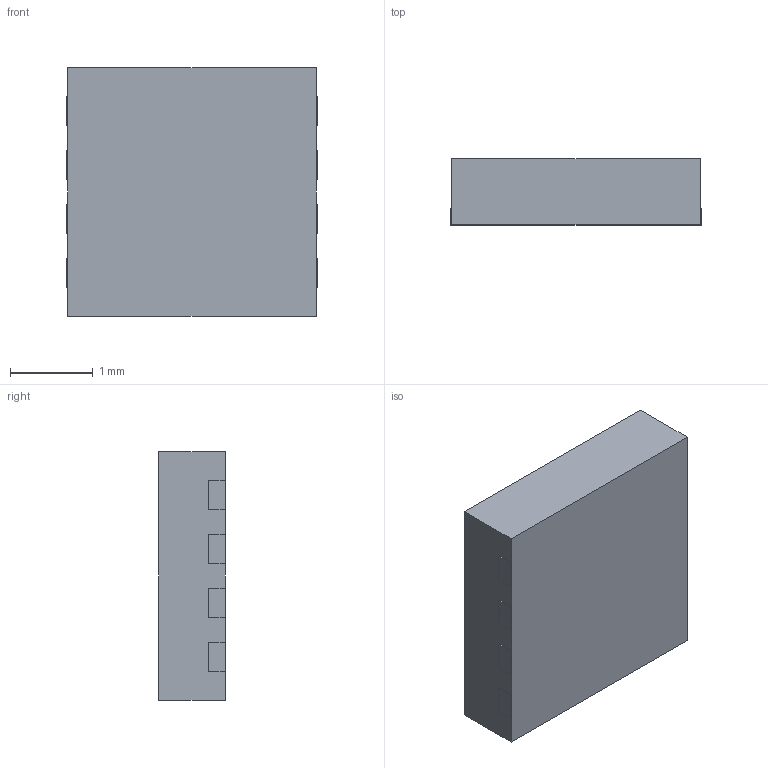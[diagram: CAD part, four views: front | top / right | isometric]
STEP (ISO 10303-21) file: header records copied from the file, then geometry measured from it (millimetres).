
FILE_DESCRIPTION(/* description */ (''),/* implementation_level */ '2;1');
FILE_NAME(/* name */ 'WDFN-8-1EP_3x3mm_P0.65mm_EP1.7x2.52mm.step',/* time_stamp */ '2021-01-02T12:28:31+00:00',/* author */ (''),/* organization */ (''),/* preprocessor_version */ 'ST-DEVELOPER v18.1',/* originating_system */ 'Autodesk Translation Framework v9.7.1.1290',/* authorisation */ '');
FILE_SCHEMA (('AUTOMOTIVE_DESIGN { 1 0 10303 214 3 1 1 }'));
Length unit declared in the file: millimetre
Products named in the file (1): WDFN-8-1EP_3x3mm_P0.65mm_EP1.7x2.52mm
Bounding box: 3.02 x 0.8 x 3 mm (x, y, z)
Volume: 7.2 mm3; surface area: 28.9 mm2
Topology: 9 solids, 9 shells, 56 faces, 111 edges, 74 vertices
Faces by surface type: plane 55, cylinder 1
Full cylindrical faces by diameter (mm): 0.237 x1
Entity records: 1465 total; most frequent: CARTESIAN_POINT 242, DIRECTION 227, ORIENTED_EDGE 222, EDGE_CURVE 111, LINE 109, VECTOR 109, VERTEX_POINT 74, AXIS2_PLACEMENT_3D 59
